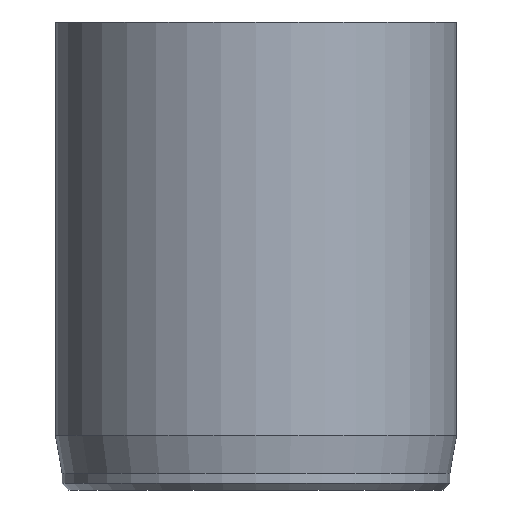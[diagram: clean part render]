
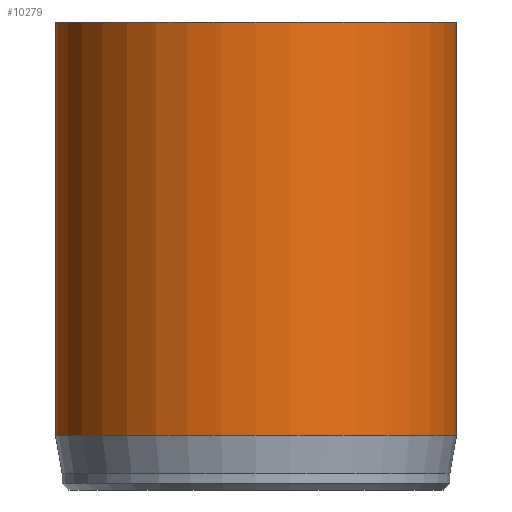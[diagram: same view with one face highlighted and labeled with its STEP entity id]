
A CAD part, front view. The second image highlights one B-rep face of the part: STEP entity #10279.
In plain terms, the highlighted cylindrical face has radius 6 mm (diameter 12 mm), a full revolution.
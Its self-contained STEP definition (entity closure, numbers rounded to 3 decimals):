
#38=CYLINDRICAL_SURFACE('',#10760,6.);
#55=CIRCLE('',#10733,6.);
#67=CIRCLE('',#10758,6.);
#68=CIRCLE('',#10759,6.);
#629=FACE_OUTER_BOUND('',#1226,.T.);
#1226=EDGE_LOOP('',(#8062,#8063,#8064,#8065,#8066));
#1942=LINE('',#16306,#2779);
#2779=VECTOR('',#11544,6.);
#4414=VERTEX_POINT('',#16257);
#4426=VERTEX_POINT('',#16300);
#4427=VERTEX_POINT('',#16301);
#5708=EDGE_CURVE('',#4414,#4414,#55,.T.);
#5726=EDGE_CURVE('',#4426,#4427,#67,.T.);
#5727=EDGE_CURVE('',#4427,#4426,#68,.T.);
#5729=EDGE_CURVE('',#4414,#4426,#1942,.T.);
#8062=ORIENTED_EDGE('',*,*,#5708,.T.);
#8063=ORIENTED_EDGE('',*,*,#5729,.T.);
#8064=ORIENTED_EDGE('',*,*,#5726,.T.);
#8065=ORIENTED_EDGE('',*,*,#5727,.T.);
#8066=ORIENTED_EDGE('',*,*,#5729,.F.);
#10279=ADVANCED_FACE('',(#629),#38,.T.);
#10733=AXIS2_PLACEMENT_3D('',#16258,#11481,#11482);
#10758=AXIS2_PLACEMENT_3D('',#16302,#11537,#11538);
#10759=AXIS2_PLACEMENT_3D('',#16303,#11539,#11540);
#10760=AXIS2_PLACEMENT_3D('',#16305,#11542,#11543);
#11481=DIRECTION('center_axis',(0.,0.,-1.));
#11482=DIRECTION('ref_axis',(-1.,0.,0.));
#11537=DIRECTION('center_axis',(0.,0.,1.));
#11538=DIRECTION('ref_axis',(-1.,0.,0.));
#11539=DIRECTION('center_axis',(0.,0.,1.));
#11540=DIRECTION('ref_axis',(-1.,0.,0.));
#11542=DIRECTION('center_axis',(0.,0.,1.));
#11543=DIRECTION('ref_axis',(-1.,0.,0.));
#11544=DIRECTION('',(0.,0.,-1.));
#16257=CARTESIAN_POINT('',(6.,0.,14.));
#16258=CARTESIAN_POINT('Origin',(0.,0.,14.));
#16300=CARTESIAN_POINT('',(6.,0.,1.634));
#16301=CARTESIAN_POINT('',(-6.,0.,1.634));
#16302=CARTESIAN_POINT('Origin',(0.,0.,1.634));
#16303=CARTESIAN_POINT('Origin',(0.,0.,1.634));
#16305=CARTESIAN_POINT('Origin',(0.,0.,0.));
#16306=CARTESIAN_POINT('',(6.,0.,0.));
